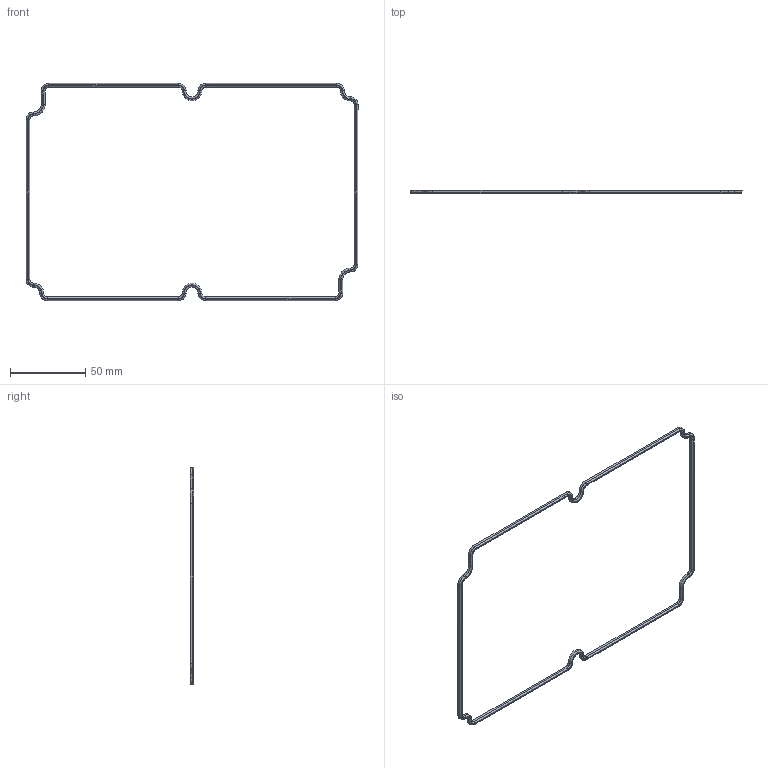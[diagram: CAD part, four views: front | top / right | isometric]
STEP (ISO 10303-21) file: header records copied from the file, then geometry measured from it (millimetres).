
FILE_DESCRIPTION (( 'STEP AP203' ), '1' );
FILE_NAME ('1550Z124GASKET.step', '2020-11-17T19:54:02', ( 'ADC123' ), ( 'Microsoft' ), 'SwSTEP 2.0', 'SolidWorks 2019', '' );
FILE_SCHEMA (( 'CONFIG_CONTROL_DESIGN' ));
Length unit declared in the file: inch
Products named in the file (1): 1550Z124GASKET
Bounding box: 220.19 x 2.3 x 144.19 mm (x, y, z)
Volume: 3683.9 mm3; surface area: 6225.7 mm2
Topology: 1 solids, 1 shells, 146 faces, 360 edges, 216 vertices
Faces by surface type: plane 38, cone 36, bspline 36, cylinder 36
Entity records: 6264 total; most frequent: CARTESIAN_POINT 3236, ORIENTED_EDGE 720, DIRECTION 434, EDGE_CURVE 360, VERTEX_POINT 216, LINE 180, VECTOR 180, EDGE_LOOP 148
